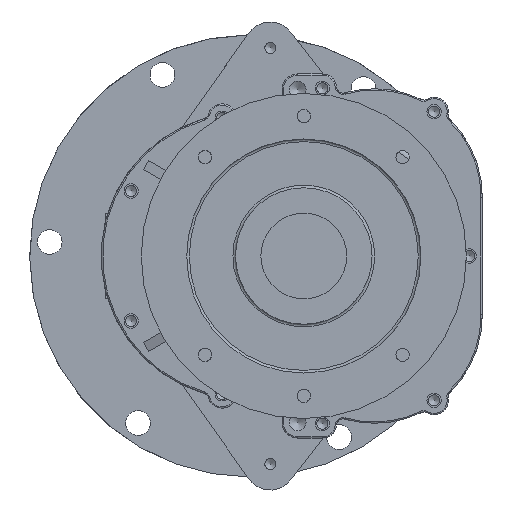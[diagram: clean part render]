
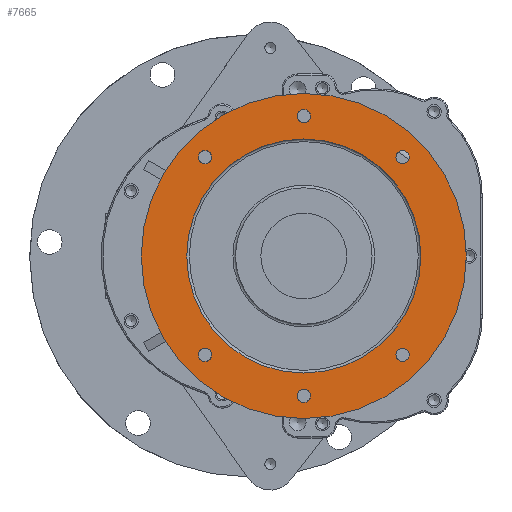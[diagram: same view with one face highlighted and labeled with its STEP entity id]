
A CAD part, left-side view. The second image highlights one B-rep face of the part: STEP entity #7665.
In plain terms, the highlighted planar face has unit normal (-1, 0, 0).
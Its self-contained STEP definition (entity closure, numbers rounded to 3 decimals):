
#561 = CARTESIAN_POINT ( 'NONE',  ( -18., 0., 102.4 ) ) ;
#598 = DIRECTION ( 'NONE',  ( -1., 0., 0. ) ) ;
#869 = EDGE_CURVE ( 'NONE', #15001, #15001, #6559, .T. ) ;
#1126 = DIRECTION ( 'NONE',  ( 1., 0., 0. ) ) ;
#1367 = FACE_BOUND ( 'NONE', #15805, .T. ) ;
#1738 = CARTESIAN_POINT ( 'NONE',  ( -18., 0., -107.5 ) ) ;
#1812 = EDGE_LOOP ( 'NONE', ( #15527 ) ) ;
#2923 = EDGE_CURVE ( 'NONE', #16139, #16139, #13226, .T. ) ;
#2980 = CARTESIAN_POINT ( 'NONE',  ( -18., 76.014, -76.014 ) ) ;
#3206 = EDGE_LOOP ( 'NONE', ( #8558 ) ) ;
#3252 = CIRCLE ( 'NONE', #7553, 5.1 ) ;
#3269 = AXIS2_PLACEMENT_3D ( 'NONE', #17836, #598, #6624 ) ;
#3664 = DIRECTION ( 'NONE',  ( 0., 0., -1. ) ) ;
#3882 = DIRECTION ( 'NONE',  ( 0., 0., 1. ) ) ;
#4592 = DIRECTION ( 'NONE',  ( 0., 0., 1. ) ) ;
#4705 = VERTEX_POINT ( 'NONE', #15699 ) ;
#4797 = FACE_BOUND ( 'NONE', #14364, .T. ) ;
#4903 = CARTESIAN_POINT ( 'NONE',  ( -18., 76.014, -81.114 ) ) ;
#5079 = ORIENTED_EDGE ( 'NONE', *, *, #13491, .F. ) ;
#5134 = CARTESIAN_POINT ( 'NONE',  ( -18., -76.014, 70.914 ) ) ;
#5928 = EDGE_LOOP ( 'NONE', ( #6953 ) ) ;
#5953 = VERTEX_POINT ( 'NONE', #12297 ) ;
#6107 = DIRECTION ( 'NONE',  ( 0., 0., -1. ) ) ;
#6116 = DIRECTION ( 'NONE',  ( 0., 0., -1. ) ) ;
#6153 = VERTEX_POINT ( 'NONE', #12397 ) ;
#6163 = AXIS2_PLACEMENT_3D ( 'NONE', #15354, #1126, #17007 ) ;
#6189 = EDGE_LOOP ( 'NONE', ( #11729 ) ) ;
#6559 = CIRCLE ( 'NONE', #17824, 5.1 ) ;
#6624 = DIRECTION ( 'NONE',  ( 0., 0., 1. ) ) ;
#6784 = ORIENTED_EDGE ( 'NONE', *, *, #2923, .T. ) ;
#6953 = ORIENTED_EDGE ( 'NONE', *, *, #11752, .T. ) ;
#7055 = CARTESIAN_POINT ( 'NONE',  ( -18., 0., 107.5 ) ) ;
#7522 = AXIS2_PLACEMENT_3D ( 'NONE', #1738, #8058, #6107 ) ;
#7553 = AXIS2_PLACEMENT_3D ( 'NONE', #2980, #18676, #6116 ) ;
#7665 = ADVANCED_FACE ( 'NONE', ( #12703, #9457, #9360, #17366, #15598, #1367, #4797, #15795 ), #14245, .T. ) ;
#7693 = CARTESIAN_POINT ( 'NONE',  ( -18., -125., 0. ) ) ;
#8058 = DIRECTION ( 'NONE',  ( 1., 0., 0. ) ) ;
#8558 = ORIENTED_EDGE ( 'NONE', *, *, #10703, .T. ) ;
#9360 = FACE_BOUND ( 'NONE', #1812, .T. ) ;
#9445 = AXIS2_PLACEMENT_3D ( 'NONE', #16431, #13222, #18001 ) ;
#9457 = FACE_BOUND ( 'NONE', #14690, .T. ) ;
#9887 = DIRECTION ( 'NONE',  ( 1., 0., 0. ) ) ;
#10518 = CIRCLE ( 'NONE', #7522, 5.1 ) ;
#10619 = VERTEX_POINT ( 'NONE', #15099 ) ;
#10703 = EDGE_CURVE ( 'NONE', #10619, #10619, #18401, .T. ) ;
#11022 = AXIS2_PLACEMENT_3D ( 'NONE', #7693, #17457, #4592 ) ;
#11167 = ORIENTED_EDGE ( 'NONE', *, *, #13407, .T. ) ;
#11640 = EDGE_CURVE ( 'NONE', #20077, #20077, #15121, .T. ) ;
#11673 = AXIS2_PLACEMENT_3D ( 'NONE', #11885, #18309, #3882 ) ;
#11729 = ORIENTED_EDGE ( 'NONE', *, *, #869, .T. ) ;
#11752 = EDGE_CURVE ( 'NONE', #5953, #5953, #10518, .T. ) ;
#11885 = CARTESIAN_POINT ( 'NONE',  ( -18., 0., 0. ) ) ;
#12100 = EDGE_LOOP ( 'NONE', ( #15787 ) ) ;
#12297 = CARTESIAN_POINT ( 'NONE',  ( -18., 0., -112.6 ) ) ;
#12397 = CARTESIAN_POINT ( 'NONE',  ( -18., 0., 90. ) ) ;
#12703 = FACE_BOUND ( 'NONE', #5928, .T. ) ;
#12733 = CARTESIAN_POINT ( 'NONE',  ( -18., -76.014, 76.014 ) ) ;
#13222 = DIRECTION ( 'NONE',  ( 1., 0., 0. ) ) ;
#13226 = CIRCLE ( 'NONE', #14550, 5.1 ) ;
#13407 = EDGE_CURVE ( 'NONE', #15603, #15603, #3252, .T. ) ;
#13491 = EDGE_CURVE ( 'NONE', #6153, #6153, #13876, .T. ) ;
#13876 = CIRCLE ( 'NONE', #3269, 90. ) ;
#14245 = PLANE ( 'NONE',  #11022 ) ;
#14364 = EDGE_LOOP ( 'NONE', ( #5079 ) ) ;
#14550 = AXIS2_PLACEMENT_3D ( 'NONE', #7055, #14754, #19733 ) ;
#14690 = EDGE_LOOP ( 'NONE', ( #6784 ) ) ;
#14754 = DIRECTION ( 'NONE',  ( 1., 0., 0. ) ) ;
#15001 = VERTEX_POINT ( 'NONE', #5134 ) ;
#15099 = CARTESIAN_POINT ( 'NONE',  ( -18., 76.014, 70.914 ) ) ;
#15121 = CIRCLE ( 'NONE', #6163, 5.1 ) ;
#15354 = CARTESIAN_POINT ( 'NONE',  ( -18., -76.014, -76.014 ) ) ;
#15396 = CARTESIAN_POINT ( 'NONE',  ( -18., -76.014, -81.114 ) ) ;
#15527 = ORIENTED_EDGE ( 'NONE', *, *, #11640, .T. ) ;
#15598 = FACE_BOUND ( 'NONE', #3206, .T. ) ;
#15603 = VERTEX_POINT ( 'NONE', #4903 ) ;
#15699 = CARTESIAN_POINT ( 'NONE',  ( -18., 0., 125. ) ) ;
#15787 = ORIENTED_EDGE ( 'NONE', *, *, #17026, .T. ) ;
#15795 = FACE_OUTER_BOUND ( 'NONE', #12100, .T. ) ;
#15805 = EDGE_LOOP ( 'NONE', ( #11167 ) ) ;
#16139 = VERTEX_POINT ( 'NONE', #561 ) ;
#16431 = CARTESIAN_POINT ( 'NONE',  ( -18., 76.014, 76.014 ) ) ;
#17007 = DIRECTION ( 'NONE',  ( 0., 0., -1. ) ) ;
#17026 = EDGE_CURVE ( 'NONE', #4705, #4705, #18616, .T. ) ;
#17366 = FACE_BOUND ( 'NONE', #6189, .T. ) ;
#17457 = DIRECTION ( 'NONE',  ( -1., 0., 0. ) ) ;
#17824 = AXIS2_PLACEMENT_3D ( 'NONE', #12733, #9887, #3664 ) ;
#17836 = CARTESIAN_POINT ( 'NONE',  ( -18., 0., 0. ) ) ;
#18001 = DIRECTION ( 'NONE',  ( 0., 0., -1. ) ) ;
#18309 = DIRECTION ( 'NONE',  ( -1., 0., 0. ) ) ;
#18401 = CIRCLE ( 'NONE', #9445, 5.1 ) ;
#18616 = CIRCLE ( 'NONE', #11673, 125. ) ;
#18676 = DIRECTION ( 'NONE',  ( 1., 0., 0. ) ) ;
#19733 = DIRECTION ( 'NONE',  ( 0., 0., -1. ) ) ;
#20077 = VERTEX_POINT ( 'NONE', #15396 ) ;
